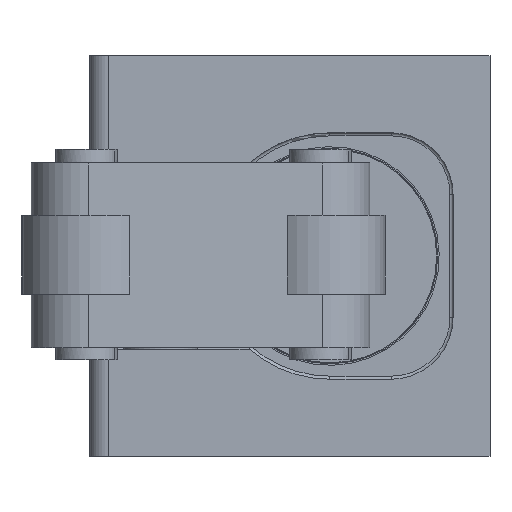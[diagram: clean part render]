
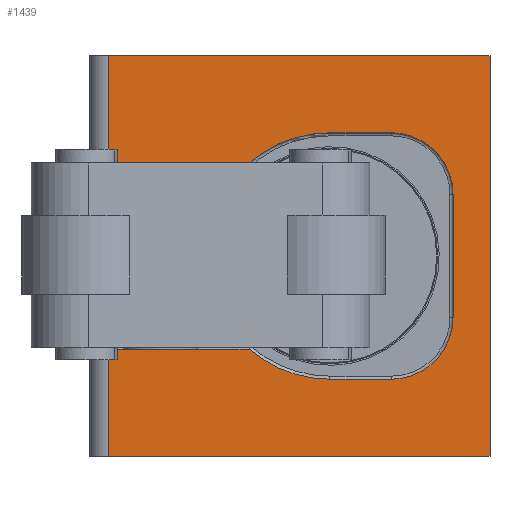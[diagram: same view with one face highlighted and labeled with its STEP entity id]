
A CAD part, front view. The second image highlights one B-rep face of the part: STEP entity #1439.
In plain terms, the highlighted planar face has unit normal (0, -1, 0).
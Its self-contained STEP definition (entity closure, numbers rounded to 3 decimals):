
#1267=CARTESIAN_POINT('Vertex',(-24.88,-29.992,112.146)) ;
#1283=CARTESIAN_POINT('Vertex',(-24.88,-29.992,94.746)) ;
#1286=CARTESIAN_POINT('Line Origine',(-24.88,-29.992,79.646)) ;
#1307=CARTESIAN_POINT('Vertex',(-24.88,-29.992,64.546)) ;
#1323=CARTESIAN_POINT('Vertex',(-24.88,-29.992,47.146)) ;
#1326=CARTESIAN_POINT('Line Origine',(-24.88,-29.992,79.646)) ;
#1338=CARTESIAN_POINT('Axis2P3D Location',(-27.88,-29.992,47.146)) ;
#1343=CARTESIAN_POINT('Line Origine',(16.12,-29.992,59.646)) ;
#1347=CARTESIAN_POINT('Vertex',(11.12,-29.992,59.646)) ;
#1349=CARTESIAN_POINT('Vertex',(21.12,-29.992,59.646)) ;
#1352=CARTESIAN_POINT('Axis2P3D Location',(11.12,-29.992,79.646)) ;
#1356=CARTESIAN_POINT('Vertex',(-1.995,-29.992,64.546)) ;
#1359=CARTESIAN_POINT('Line Origine',(-13.437,-29.992,64.546)) ;
#1364=CARTESIAN_POINT('Line Origine',(6.12,-29.992,47.146)) ;
#1368=CARTESIAN_POINT('Vertex',(37.12,-29.992,47.146)) ;
#1371=CARTESIAN_POINT('Line Origine',(37.12,-29.992,79.646)) ;
#1375=CARTESIAN_POINT('Vertex',(37.12,-29.992,112.146)) ;
#1378=CARTESIAN_POINT('Line Origine',(6.12,-29.992,112.146)) ;
#1383=CARTESIAN_POINT('Line Origine',(-13.437,-29.992,94.746)) ;
#1387=CARTESIAN_POINT('Vertex',(-1.995,-29.992,94.746)) ;
#1390=CARTESIAN_POINT('Axis2P3D Location',(11.12,-29.992,79.646)) ;
#1394=CARTESIAN_POINT('Vertex',(11.12,-29.992,99.646)) ;
#1397=CARTESIAN_POINT('Line Origine',(16.12,-29.992,99.646)) ;
#1401=CARTESIAN_POINT('Vertex',(21.12,-29.992,99.646)) ;
#1404=CARTESIAN_POINT('Axis2P3D Location',(21.12,-29.992,89.646)) ;
#1408=CARTESIAN_POINT('Vertex',(31.12,-29.992,89.646)) ;
#1411=CARTESIAN_POINT('Line Origine',(31.12,-29.992,79.646)) ;
#1415=CARTESIAN_POINT('Vertex',(31.12,-29.992,69.646)) ;
#1418=CARTESIAN_POINT('Axis2P3D Location',(21.12,-29.992,69.646)) ;
#1287=DIRECTION('Vector Direction',(0.,0.,1.)) ;
#1327=DIRECTION('Vector Direction',(0.,0.,1.)) ;
#1339=DIRECTION('Axis2P3D Direction',(0.,-1.,0.)) ;
#1340=DIRECTION('Axis2P3D XDirection',(1.,0.,0.)) ;
#1344=DIRECTION('Vector Direction',(1.,0.,0.)) ;
#1353=DIRECTION('Axis2P3D Direction',(0.,-1.,0.)) ;
#1360=DIRECTION('Vector Direction',(1.,0.,0.)) ;
#1365=DIRECTION('Vector Direction',(1.,0.,0.)) ;
#1372=DIRECTION('Vector Direction',(0.,0.,1.)) ;
#1379=DIRECTION('Vector Direction',(1.,0.,0.)) ;
#1384=DIRECTION('Vector Direction',(1.,0.,0.)) ;
#1391=DIRECTION('Axis2P3D Direction',(0.,-1.,0.)) ;
#1398=DIRECTION('Vector Direction',(1.,0.,0.)) ;
#1405=DIRECTION('Axis2P3D Direction',(0.,-1.,0.)) ;
#1412=DIRECTION('Vector Direction',(0.,0.,1.)) ;
#1419=DIRECTION('Axis2P3D Direction',(0.,-1.,0.)) ;
#1341=AXIS2_PLACEMENT_3D('Plane Axis2P3D',#1338,#1339,#1340) ;
#1354=AXIS2_PLACEMENT_3D('Circle Axis2P3D',#1352,#1353,$) ;
#1392=AXIS2_PLACEMENT_3D('Circle Axis2P3D',#1390,#1391,$) ;
#1406=AXIS2_PLACEMENT_3D('Circle Axis2P3D',#1404,#1405,$) ;
#1420=AXIS2_PLACEMENT_3D('Circle Axis2P3D',#1418,#1419,$) ;
#1424=ORIENTED_EDGE('',*,*,#1351,.F.) ;
#1425=ORIENTED_EDGE('',*,*,#1358,.F.) ;
#1426=ORIENTED_EDGE('',*,*,#1363,.F.) ;
#1427=ORIENTED_EDGE('',*,*,#1330,.F.) ;
#1428=ORIENTED_EDGE('',*,*,#1370,.T.) ;
#1429=ORIENTED_EDGE('',*,*,#1377,.T.) ;
#1430=ORIENTED_EDGE('',*,*,#1382,.F.) ;
#1431=ORIENTED_EDGE('',*,*,#1290,.F.) ;
#1432=ORIENTED_EDGE('',*,*,#1389,.T.) ;
#1433=ORIENTED_EDGE('',*,*,#1396,.F.) ;
#1434=ORIENTED_EDGE('',*,*,#1403,.F.) ;
#1435=ORIENTED_EDGE('',*,*,#1410,.F.) ;
#1436=ORIENTED_EDGE('',*,*,#1417,.F.) ;
#1437=ORIENTED_EDGE('',*,*,#1422,.F.) ;
#1288=VECTOR('Line Direction',#1287,1.) ;
#1328=VECTOR('Line Direction',#1327,1.) ;
#1345=VECTOR('Line Direction',#1344,1.) ;
#1361=VECTOR('Line Direction',#1360,1.) ;
#1366=VECTOR('Line Direction',#1365,1.) ;
#1373=VECTOR('Line Direction',#1372,1.) ;
#1380=VECTOR('Line Direction',#1379,1.) ;
#1385=VECTOR('Line Direction',#1384,1.) ;
#1399=VECTOR('Line Direction',#1398,1.) ;
#1413=VECTOR('Line Direction',#1412,1.) ;
#1439=ADVANCED_FACE('PartBody',(#1438),#1342,.T.) ;
#1355=CIRCLE('generated circle',#1354,20.) ;
#1393=CIRCLE('generated circle',#1392,20.) ;
#1407=CIRCLE('generated circle',#1406,10.) ;
#1421=CIRCLE('generated circle',#1420,10.) ;
#1290=EDGE_CURVE('',#1284,#1268,#1289,.T.) ;
#1330=EDGE_CURVE('',#1324,#1308,#1329,.T.) ;
#1351=EDGE_CURVE('',#1348,#1350,#1346,.T.) ;
#1358=EDGE_CURVE('',#1357,#1348,#1355,.T.) ;
#1363=EDGE_CURVE('',#1308,#1357,#1362,.T.) ;
#1370=EDGE_CURVE('',#1324,#1369,#1367,.T.) ;
#1377=EDGE_CURVE('',#1369,#1376,#1374,.T.) ;
#1382=EDGE_CURVE('',#1268,#1376,#1381,.T.) ;
#1389=EDGE_CURVE('',#1284,#1388,#1386,.T.) ;
#1396=EDGE_CURVE('',#1395,#1388,#1393,.T.) ;
#1403=EDGE_CURVE('',#1402,#1395,#1400,.F.) ;
#1410=EDGE_CURVE('',#1409,#1402,#1407,.T.) ;
#1417=EDGE_CURVE('',#1416,#1409,#1414,.T.) ;
#1422=EDGE_CURVE('',#1350,#1416,#1421,.T.) ;
#1423=EDGE_LOOP('',(#1424,#1425,#1426,#1427,#1428,#1429,#1430,#1431,#1432,#1433,#1434,#1435,#1436,#1437)) ;
#1438=FACE_OUTER_BOUND('',#1423,.T.) ;
#1289=LINE('Line',#1286,#1288) ;
#1329=LINE('Line',#1326,#1328) ;
#1346=LINE('Line',#1343,#1345) ;
#1362=LINE('Line',#1359,#1361) ;
#1367=LINE('Line',#1364,#1366) ;
#1374=LINE('Line',#1371,#1373) ;
#1381=LINE('Line',#1378,#1380) ;
#1386=LINE('Line',#1383,#1385) ;
#1400=LINE('Line',#1397,#1399) ;
#1414=LINE('Line',#1411,#1413) ;
#1342=PLANE('Plane',#1341) ;
#1268=VERTEX_POINT('',#1267) ;
#1284=VERTEX_POINT('',#1283) ;
#1308=VERTEX_POINT('',#1307) ;
#1324=VERTEX_POINT('',#1323) ;
#1348=VERTEX_POINT('',#1347) ;
#1350=VERTEX_POINT('',#1349) ;
#1357=VERTEX_POINT('',#1356) ;
#1369=VERTEX_POINT('',#1368) ;
#1376=VERTEX_POINT('',#1375) ;
#1388=VERTEX_POINT('',#1387) ;
#1395=VERTEX_POINT('',#1394) ;
#1402=VERTEX_POINT('',#1401) ;
#1409=VERTEX_POINT('',#1408) ;
#1416=VERTEX_POINT('',#1415) ;
